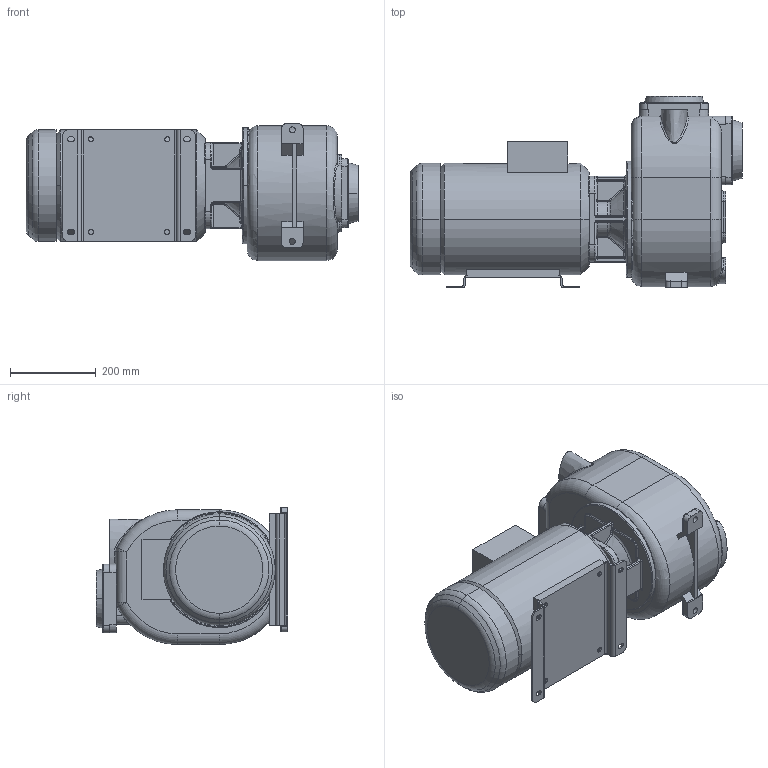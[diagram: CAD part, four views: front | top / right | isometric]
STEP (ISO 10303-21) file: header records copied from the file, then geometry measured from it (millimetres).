
FILE_DESCRIPTION((''),'2;1');
FILE_NAME('S100_T','2012-03-01T',('Amenduni'),(''),'PRO/ENGINEER BY PARAMETRIC TECHNOLOGY CORPORATION, 2011370','PRO/ENGINEER BY PARAMETRIC TECHNOLOGY CORPORATION, 2011370','');
FILE_SCHEMA(('CONFIG_CONTROL_DESIGN'));
Length unit declared in the file: millimetre
Products named in the file (1): S100_T
Bounding box: 773.5 x 447 x 319.5 mm (x, y, z)
Volume: 50157512.5 mm3; surface area: 1241653.9 mm2
Topology: 1 solids, 1 shells, 556 faces, 1338 edges, 792 vertices
Faces by surface type: cylinder 176, plane 155, bspline 119, torus 73, cone 18, sphere 12, extrusion 3
Entity records: 27012 total; most frequent: CARTESIAN_POINT 14626, ORIENTED_EDGE 2660, DIRECTION 2535, EDGE_CURVE 1330, AXIS2_PLACEMENT_3D 1014, VERTEX_POINT 792, EDGE_LOOP 588, CIRCLE 577
